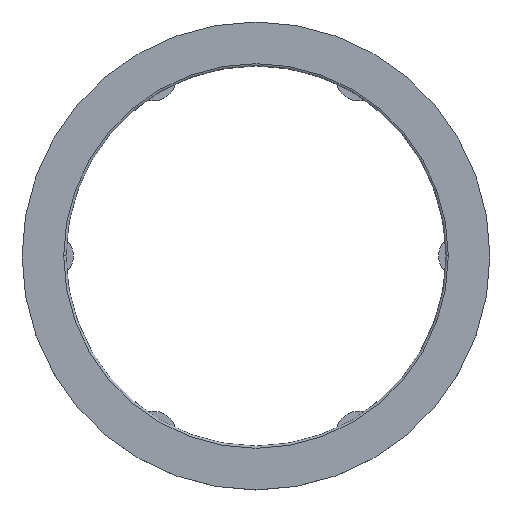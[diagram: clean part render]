
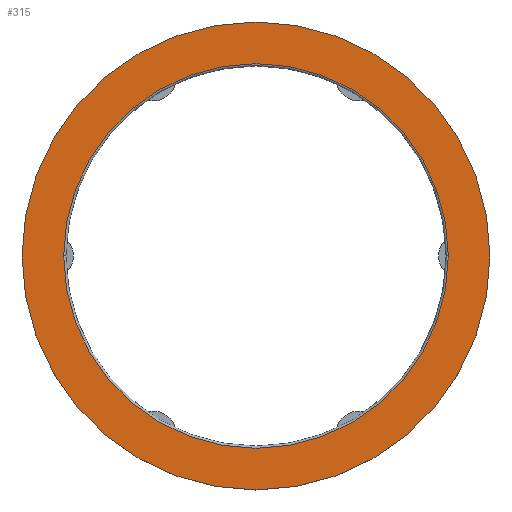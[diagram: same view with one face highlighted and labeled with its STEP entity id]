
A CAD part, top view. The second image highlights one B-rep face of the part: STEP entity #315.
In plain terms, the highlighted planar face has unit normal (0, 0, 1).
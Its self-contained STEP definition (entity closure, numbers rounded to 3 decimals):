
#1 = DIRECTION ( 'NONE',  ( 0., 0., -1. ) ) ;
#2 = CARTESIAN_POINT ( 'NONE',  ( 0., 0., 2.5 ) ) ;
#38 = DIRECTION ( 'NONE',  ( 0., 0., -1. ) ) ;
#39 = DIRECTION ( 'NONE',  ( 1., 0., 0. ) ) ;
#43 = CARTESIAN_POINT ( 'NONE',  ( 0., 0., 2.5 ) ) ;
#93 = DIRECTION ( 'NONE',  ( 1., 0., 0. ) ) ;
#94 = DIRECTION ( 'NONE',  ( 1., 0., 0. ) ) ;
#102 = PLANE ( 'NONE',  #530 ) ;
#103 = DIRECTION ( 'NONE',  ( 0., 0., 1. ) ) ;
#111 = CARTESIAN_POINT ( 'NONE',  ( 0., 0., 2.5 ) ) ;
#135 = DIRECTION ( 'NONE',  ( 0., 0., 1. ) ) ;
#145 = CARTESIAN_POINT ( 'NONE',  ( 0., 0., 2.5 ) ) ;
#156 = CARTESIAN_POINT ( 'NONE',  ( 20.5, 0., 2.5 ) ) ;
#162 = CARTESIAN_POINT ( 'NONE',  ( -20.5, 0., 2.5 ) ) ;
#165 = CARTESIAN_POINT ( 'NONE',  ( -16.85, 0., 2.5 ) ) ;
#188 = CARTESIAN_POINT ( 'NONE',  ( 16.85, 0., 2.5 ) ) ;
#261 = DIRECTION ( 'NONE',  ( 1., 0., 0. ) ) ;
#262 = DIRECTION ( 'NONE',  ( 0., 0., 1. ) ) ;
#263 = CARTESIAN_POINT ( 'NONE',  ( 0., 0., 2.5 ) ) ;
#289 = DIRECTION ( 'NONE',  ( 1., 0., 0. ) ) ;
#315 = ADVANCED_FACE ( 'NONE', ( #831, #827 ), #102, .T. ) ;
#390 = CIRCLE ( 'NONE', #491, 20.5 ) ;
#393 = CIRCLE ( 'NONE', #492, 16.85 ) ;
#491 = AXIS2_PLACEMENT_3D ( 'NONE', #263, #262, #261 ) ;
#492 = AXIS2_PLACEMENT_3D ( 'NONE', #2, #1, #289 ) ;
#507 = AXIS2_PLACEMENT_3D ( 'NONE', #145, #135, #93 ) ;
#522 = AXIS2_PLACEMENT_3D ( 'NONE', #43, #38, #39 ) ;
#530 = AXIS2_PLACEMENT_3D ( 'NONE', #111, #103, #94 ) ;
#555 = EDGE_CURVE ( 'NONE', #798, #651, #775, .T. ) ;
#574 = EDGE_CURVE ( 'NONE', #816, #835, #825, .T. ) ;
#603 = EDGE_CURVE ( 'NONE', #651, #798, #393, .T. ) ;
#604 = EDGE_CURVE ( 'NONE', #835, #816, #390, .T. ) ;
#640 = ORIENTED_EDGE ( 'NONE', *, *, #555, .T. ) ;
#651 = VERTEX_POINT ( 'NONE', #188 ) ;
#657 = ORIENTED_EDGE ( 'NONE', *, *, #603, .T. ) ;
#667 = EDGE_LOOP ( 'NONE', ( #728, #710 ) ) ;
#703 = EDGE_LOOP ( 'NONE', ( #657, #640 ) ) ;
#710 = ORIENTED_EDGE ( 'NONE', *, *, #574, .T. ) ;
#728 = ORIENTED_EDGE ( 'NONE', *, *, #604, .T. ) ;
#775 = CIRCLE ( 'NONE', #522, 16.85 ) ;
#798 = VERTEX_POINT ( 'NONE', #165 ) ;
#816 = VERTEX_POINT ( 'NONE', #156 ) ;
#825 = CIRCLE ( 'NONE', #507, 20.5 ) ;
#827 = FACE_OUTER_BOUND ( 'NONE', #667, .T. ) ;
#831 = FACE_BOUND ( 'NONE', #703, .T. ) ;
#835 = VERTEX_POINT ( 'NONE', #162 ) ;
